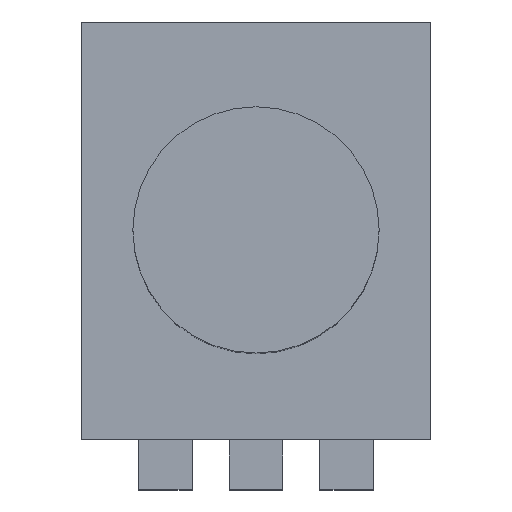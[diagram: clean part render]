
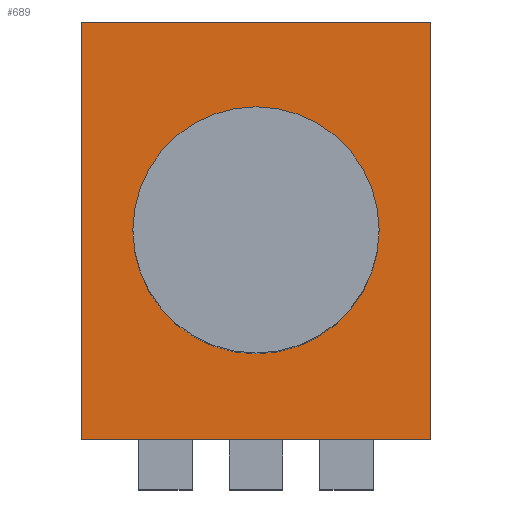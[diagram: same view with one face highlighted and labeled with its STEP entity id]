
A CAD part, top view. The second image highlights one B-rep face of the part: STEP entity #689.
In plain terms, the highlighted planar face has unit normal (0, 0, 1).
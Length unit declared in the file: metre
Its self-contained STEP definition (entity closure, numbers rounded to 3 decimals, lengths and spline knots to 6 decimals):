
#124=ORIENTED_EDGE('',*,*,#248,.F.);
#125=ORIENTED_EDGE('',*,*,#256,.T.);
#126=ORIENTED_EDGE('',*,*,#259,.T.);
#127=ORIENTED_EDGE('',*,*,#261,.F.);
#248=EDGE_CURVE('',#328,#329,#400,.T.);
#256=EDGE_CURVE('',#328,#335,#408,.T.);
#259=EDGE_CURVE('',#335,#337,#411,.T.);
#261=EDGE_CURVE('',#329,#337,#413,.T.);
#328=VERTEX_POINT('',#1090);
#329=VERTEX_POINT('',#1092);
#335=VERTEX_POINT('',#1106);
#337=VERTEX_POINT('',#1112);
#400=LINE('',#1091,#490);
#408=LINE('',#1107,#498);
#411=LINE('',#1113,#501);
#413=LINE('',#1117,#503);
#490=VECTOR('',#902,1.);
#498=VECTOR('',#912,1.);
#501=VECTOR('',#917,1.);
#503=VECTOR('',#921,1.);
#566=EDGE_LOOP('',(#124,#125,#126,#127));
#608=FACE_BOUND('',#566,.T.);
#648=PLANE('',#793);
#689=ADVANCED_FACE('',(#608),#648,.T.);
#793=AXIS2_PLACEMENT_3D('',#1125,#926,#927);
#902=DIRECTION('',(-1.,0.,0.));
#912=DIRECTION('',(0.,1.,0.));
#917=DIRECTION('',(-1.,0.,0.));
#921=DIRECTION('',(0.,1.,0.));
#926=DIRECTION('',(0.,0.,1.));
#927=DIRECTION('',(1.,0.,0.));
#1090=CARTESIAN_POINT('',(0.0049,-0.00585,0.0068));
#1091=CARTESIAN_POINT('',(0.,-0.00585,0.0068));
#1092=CARTESIAN_POINT('',(-0.0049,-0.00585,0.0068));
#1106=CARTESIAN_POINT('',(0.0049,0.00585,0.0068));
#1107=CARTESIAN_POINT('',(0.0049,0.,0.0068));
#1112=CARTESIAN_POINT('',(-0.0049,0.00585,0.0068));
#1113=CARTESIAN_POINT('',(0.,0.00585,0.0068));
#1117=CARTESIAN_POINT('',(-0.0049,0.,0.0068));
#1125=CARTESIAN_POINT('',(0.,0.,0.0068));
